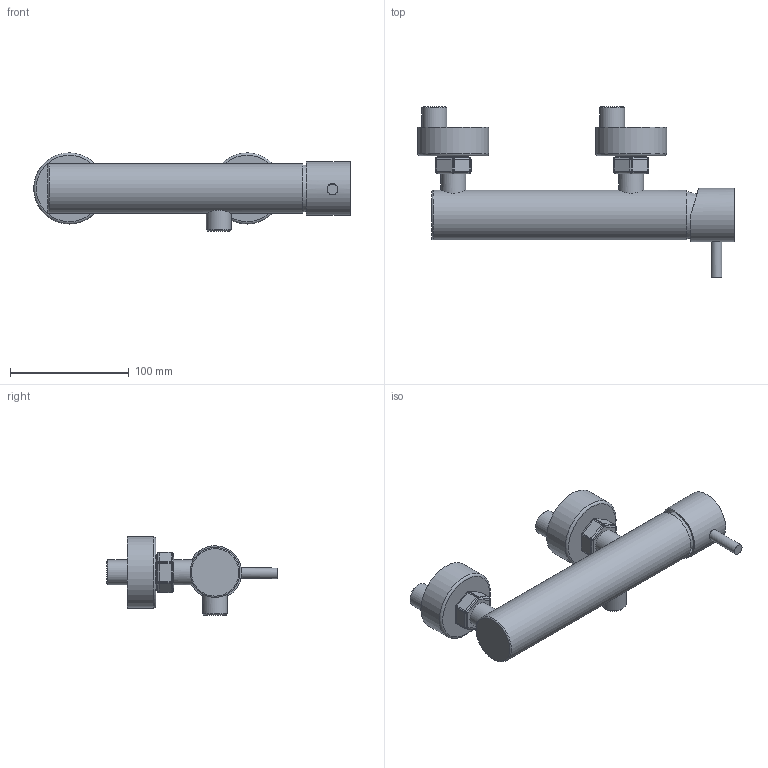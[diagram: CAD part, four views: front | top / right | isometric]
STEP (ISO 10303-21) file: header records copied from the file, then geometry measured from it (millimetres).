
FILE_DESCRIPTION(('HOOPS Exchange Step'),'2;1');
FILE_NAME('temp_export','2024-02-05T09:10:17+01:00',('CiBrutta'),('Shapr3D Limited'),'HOOPS Exchange 2023.2','Shapr3D','Authorized');
FILE_SCHEMA( ('AUTOMOTIVE_DESIGN { 1 0 10303 214 1 1 1 1 }') );
Length unit declared in the file: millimetre
Products named in the file (7): corpo doccia logica:1; Leva:1; Solido1; eddentrici:1; LOG0010.stp; root
Assembly tree (6 placements, depth 4):
  root
    LOG0010.stp
      corpo doccia logica:1
      Leva:1
      eddentrici:1
        Solido1
        Solido1
Bounding box: 267 x 144.06 x 66 mm (x, y, z)
Volume: 333203.5 mm3; surface area: 77362.2 mm2
Topology: 2 solids, 8 shells, 181 faces, 409 edges, 246 vertices
Faces by surface type: cylinder 88, sphere 48, plane 37, cone 5, torus 3
Full cylindrical faces by diameter (mm): 9 x1, 17 x1, 21 x9, 42 x2, 45 x1, 60 x2
Entity records: 6938 total; most frequent: CARTESIAN_POINT 2584, DIRECTION 1020, ORIENTED_EDGE 806, AXIS2_PLACEMENT_3D 440, EDGE_CURVE 409, CIRCLE 252, VERTEX_POINT 246, EDGE_LOOP 191
